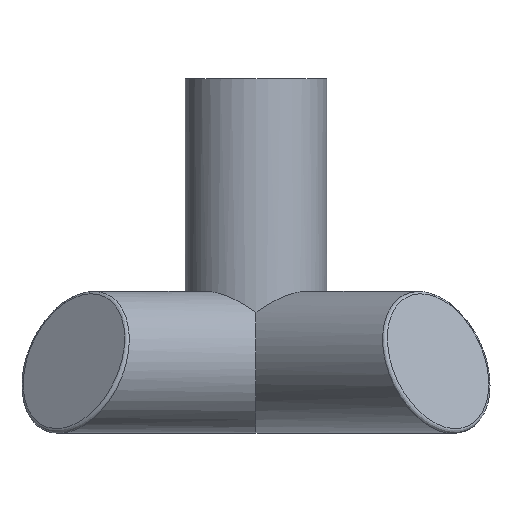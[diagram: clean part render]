
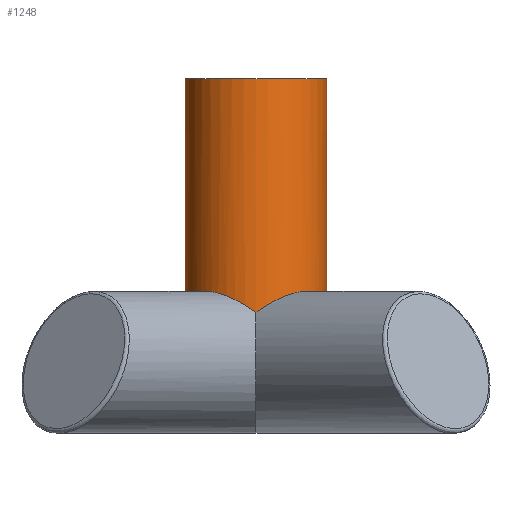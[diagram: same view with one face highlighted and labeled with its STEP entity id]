
A CAD part, front view. The second image highlights one B-rep face of the part: STEP entity #1248.
In plain terms, the highlighted cylindrical face has radius 5 mm (diameter 10 mm), a full revolution.
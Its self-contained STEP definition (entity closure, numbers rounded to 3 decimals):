
#46=ELLIPSE('',#1350,7.071,5.);
#53=ELLIPSE('',#1360,7.071,5.);
#60=ELLIPSE('',#1371,7.071,5.);
#64=ELLIPSE('',#1377,7.071,5.);
#111=CYLINDRICAL_SURFACE('',#1387,5.);
#141=CIRCLE('',#1386,5.);
#209=FACE_OUTER_BOUND('',#286,.T.);
#286=EDGE_LOOP('',(#1131,#1132,#1133,#1134,#1135,#1136,#1137));
#388=LINE('',#2630,#490);
#490=VECTOR('',#1729,5.);
#589=VERTEX_POINT('',#2309);
#590=VERTEX_POINT('',#2311);
#596=VERTEX_POINT('',#2413);
#600=VERTEX_POINT('',#2511);
#609=VERTEX_POINT('',#2627);
#753=EDGE_CURVE('',#589,#590,#46,.T.);
#762=EDGE_CURVE('',#596,#590,#53,.T.);
#771=EDGE_CURVE('',#600,#596,#60,.T.);
#776=EDGE_CURVE('',#589,#600,#64,.T.);
#784=EDGE_CURVE('',#609,#609,#141,.T.);
#785=EDGE_CURVE('',#609,#600,#388,.T.);
#1131=ORIENTED_EDGE('',*,*,#784,.F.);
#1132=ORIENTED_EDGE('',*,*,#785,.T.);
#1133=ORIENTED_EDGE('',*,*,#771,.T.);
#1134=ORIENTED_EDGE('',*,*,#762,.T.);
#1135=ORIENTED_EDGE('',*,*,#753,.F.);
#1136=ORIENTED_EDGE('',*,*,#776,.T.);
#1137=ORIENTED_EDGE('',*,*,#785,.F.);
#1248=ADVANCED_FACE('',(#209),#111,.T.);
#1350=AXIS2_PLACEMENT_3D('',#2312,#1647,#1648);
#1360=AXIS2_PLACEMENT_3D('',#2414,#1668,#1669);
#1371=AXIS2_PLACEMENT_3D('',#2516,#1691,#1692);
#1377=AXIS2_PLACEMENT_3D('',#2610,#1703,#1704);
#1386=AXIS2_PLACEMENT_3D('',#2628,#1725,#1726);
#1387=AXIS2_PLACEMENT_3D('',#2629,#1727,#1728);
#1647=DIRECTION('center_axis',(-0.5,-0.5,-0.707));
#1648=DIRECTION('ref_axis',(-0.5,-0.5,0.707));
#1668=DIRECTION('center_axis',(0.5,-0.5,0.707));
#1669=DIRECTION('ref_axis',(-0.5,0.5,0.707));
#1691=DIRECTION('center_axis',(-0.5,-0.5,0.707));
#1692=DIRECTION('ref_axis',(-0.5,-0.5,-0.707));
#1703=DIRECTION('center_axis',(-0.5,0.5,0.707));
#1704=DIRECTION('ref_axis',(-0.5,0.5,-0.707));
#1725=DIRECTION('center_axis',(0.,0.,1.));
#1726=DIRECTION('ref_axis',(1.,0.,0.));
#1727=DIRECTION('center_axis',(0.,0.,-1.));
#1728=DIRECTION('ref_axis',(-1.,0.,0.));
#1729=DIRECTION('',(0.,0.,-1.));
#2309=CARTESIAN_POINT('',(0.,-5.,3.536));
#2311=CARTESIAN_POINT('',(-5.,0.,3.536));
#2312=CARTESIAN_POINT('Origin',(0.,0.,
0.));
#2413=CARTESIAN_POINT('',(0.,5.,3.536));
#2414=CARTESIAN_POINT('Origin',(0.,0.,0.));
#2511=CARTESIAN_POINT('',(5.,0.,3.536));
#2516=CARTESIAN_POINT('Origin',(0.,0.,0.));
#2610=CARTESIAN_POINT('Origin',(0.,0.,0.));
#2627=CARTESIAN_POINT('',(5.,0.,20.));
#2628=CARTESIAN_POINT('Origin',(0.,0.,20.));
#2629=CARTESIAN_POINT('Origin',(0.,0.,11.718));
#2630=CARTESIAN_POINT('',(5.,0.,11.718));
